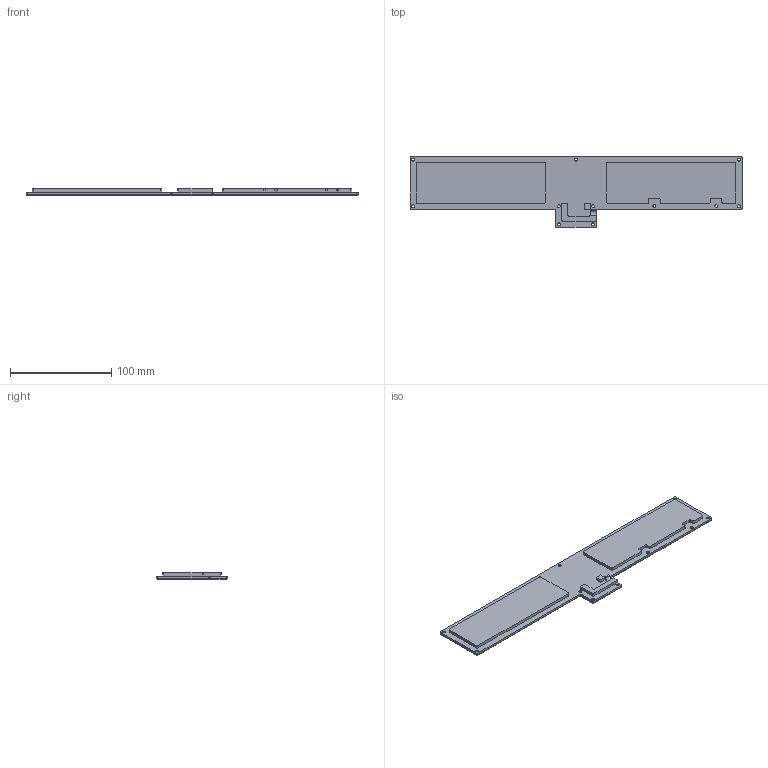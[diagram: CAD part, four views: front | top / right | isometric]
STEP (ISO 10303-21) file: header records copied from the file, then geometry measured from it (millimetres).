
FILE_DESCRIPTION(('FreeCAD Model'),'2;1');
FILE_NAME('/Antenna Housing Lid.step','2020-05-27T14:47:44',('Author'), (''),'Open CASCADE STEP processor 7.0','FreeCAD','Unknown');
FILE_SCHEMA(('AUTOMOTIVE_DESIGN { 1 0 10303 214 1 1 1 1 }'));
Length unit declared in the file: millimetre
Products named in the file (1): Antenna Housing Lid
Bounding box: 328 x 70 x 6 mm (x, y, z)
Volume: 84065 mm3; surface area: 40149.5 mm2
Topology: 1 solids, 1 shells, 108 faces, 325 edges, 210 vertices
Faces by surface type: cylinder 47, plane 42, cone 11, sphere 6, bspline 2
Full cylindrical faces by diameter (mm): 3 x11
Entity records: 4033 total; most frequent: CARTESIAN_POINT 1047, ORIENTED_EDGE 652, DIRECTION 610, EDGE_CURVE 325, AXIS2_PLACEMENT_3D 231, VERTEX_POINT 210, LINE 148, VECTOR 148
